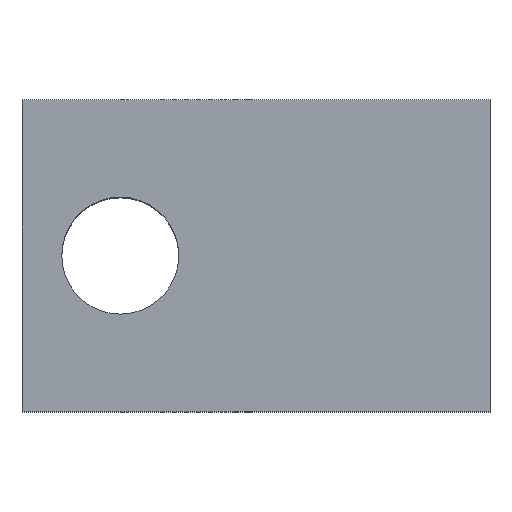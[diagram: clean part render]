
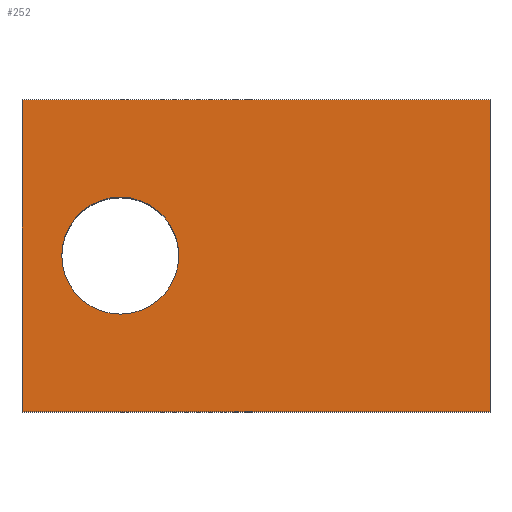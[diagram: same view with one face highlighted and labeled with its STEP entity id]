
A CAD part, top view. The second image highlights one B-rep face of the part: STEP entity #252.
In plain terms, the highlighted planar face has unit normal (0, 0, 1).
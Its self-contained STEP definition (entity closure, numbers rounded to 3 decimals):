
#14=LINE('',#366,#38);
#15=LINE('',#368,#39);
#16=LINE('',#370,#40);
#17=LINE('',#371,#41);
#38=VECTOR('',#305,19.05);
#39=VECTOR('',#306,12.7);
#40=VECTOR('',#307,19.05);
#41=VECTOR('',#308,12.7);
#62=PLANE('',#273);
#87=FACE_BOUND('',#113,.T.);
#96=FACE_OUTER_BOUND('',#112,.T.);
#112=EDGE_LOOP('',(#192,#193,#194,#195));
#113=EDGE_LOOP('',(#196));
#133=CIRCLE('',#272,2.382);
#139=VERTEX_POINT('',#361);
#140=VERTEX_POINT('',#364);
#141=VERTEX_POINT('',#365);
#142=VERTEX_POINT('',#367);
#143=VERTEX_POINT('',#369);
#161=EDGE_CURVE('',#139,#139,#133,.T.);
#162=EDGE_CURVE('',#140,#141,#14,.T.);
#163=EDGE_CURVE('',#141,#142,#15,.T.);
#164=EDGE_CURVE('',#143,#142,#16,.T.);
#165=EDGE_CURVE('',#140,#143,#17,.T.);
#192=ORIENTED_EDGE('',*,*,#162,.T.);
#193=ORIENTED_EDGE('',*,*,#163,.T.);
#194=ORIENTED_EDGE('',*,*,#164,.F.);
#195=ORIENTED_EDGE('',*,*,#165,.F.);
#196=ORIENTED_EDGE('',*,*,#161,.T.);
#252=ADVANCED_FACE('',(#96,#87),#62,.T.);
#272=AXIS2_PLACEMENT_3D('',#362,#301,#302);
#273=AXIS2_PLACEMENT_3D('',#363,#303,#304);
#301=DIRECTION('center_axis',(0.,0.,-1.));
#302=DIRECTION('ref_axis',(-1.,0.,0.));
#303=DIRECTION('center_axis',(0.,0.,1.));
#304=DIRECTION('ref_axis',(1.,0.,0.));
#305=DIRECTION('',(1.,0.,0.));
#306=DIRECTION('',(0.,1.,0.));
#307=DIRECTION('',(1.,0.,0.));
#308=DIRECTION('',(0.,1.,0.));
#361=CARTESIAN_POINT('',(-12.669,6.35,0.));
#362=CARTESIAN_POINT('Origin',(-15.05,6.35,0.));
#363=CARTESIAN_POINT('Origin',(-19.05,0.,0.));
#364=CARTESIAN_POINT('',(-19.05,0.,0.));
#365=CARTESIAN_POINT('',(0.,0.,0.));
#366=CARTESIAN_POINT('',(-19.05,0.,0.));
#367=CARTESIAN_POINT('',(0.,12.7,0.));
#368=CARTESIAN_POINT('',(0.,0.,0.));
#369=CARTESIAN_POINT('',(-19.05,12.7,0.));
#370=CARTESIAN_POINT('',(-19.05,12.7,0.));
#371=CARTESIAN_POINT('',(-19.05,0.,0.));
